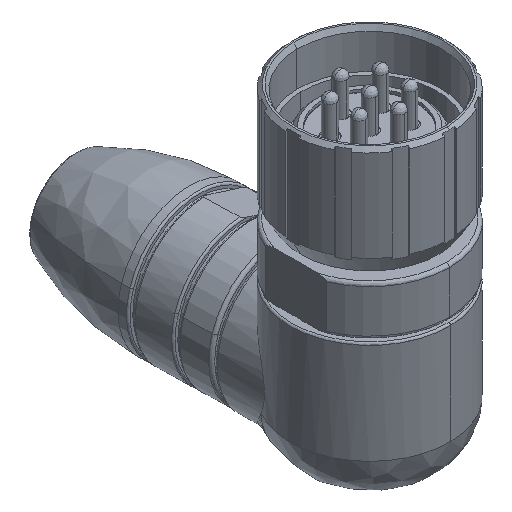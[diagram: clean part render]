
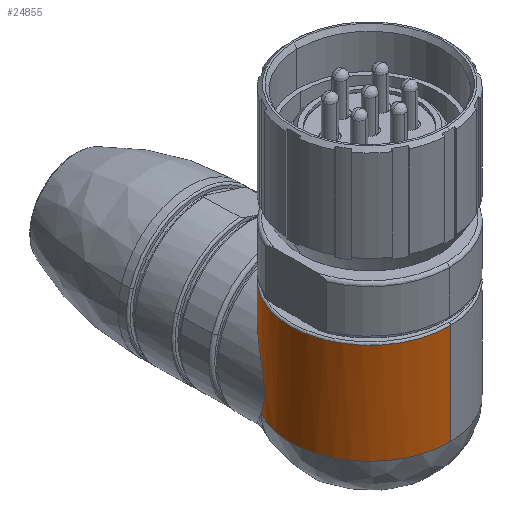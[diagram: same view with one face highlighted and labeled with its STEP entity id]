
A CAD part, isometric view. The second image highlights one B-rep face of the part: STEP entity #24855.
In plain terms, the highlighted cylindrical face has radius 13 mm (diameter 26 mm), a partial arc.
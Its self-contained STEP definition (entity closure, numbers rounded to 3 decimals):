
#1538 = CARTESIAN_POINT ( 'NONE',  ( -10.308, 10.42, 1.312 ) ) ;
#1572 = DIRECTION ( 'NONE',  ( 0.021, -1., 0. ) ) ;
#1645 = CARTESIAN_POINT ( 'NONE',  ( -14.441, 5.276, -7.467 ) ) ;
#2518 = CARTESIAN_POINT ( 'NONE',  ( -2.85, 12.957, 10.515 ) ) ;
#2999 = CYLINDRICAL_SURFACE ( 'NONE', #22427, 13. ) ;
#3248 = DIRECTION ( 'NONE',  ( 0., 0., 1. ) ) ;
#3674 = LINE ( 'NONE', #2518, #23191 ) ;
#4129 = CARTESIAN_POINT ( 'NONE',  ( -11.249, 9.653, 0.424 ) ) ;
#4161 = CARTESIAN_POINT ( 'NONE',  ( -2.578, -0.04, 10.515 ) ) ;
#4238 = CARTESIAN_POINT ( 'NONE',  ( -14.434, 5.291, -8.227 ) ) ;
#5373 = AXIS2_PLACEMENT_3D ( 'NONE', #14808, #32677, #17360 ) ;
#5678 = VERTEX_POINT ( 'NONE', #29319 ) ;
#6432 = AXIS2_PLACEMENT_3D ( 'NONE', #18537, #3248, #21104 ) ;
#6540 = ORIENTED_EDGE ( 'NONE', *, *, #16209, .F. ) ;
#6594 = CARTESIAN_POINT ( 'NONE',  ( -6.044, 12.492, 3.572 ) ) ;
#6698 = CARTESIAN_POINT ( 'NONE',  ( -12.077, 8.842, -0.556 ) ) ;
#6813 = CARTESIAN_POINT ( 'NONE',  ( -14.382, 5.406, -8.97 ) ) ;
#7123 = DIRECTION ( 'NONE',  ( 0., 0., -1. ) ) ;
#9153 = CARTESIAN_POINT ( 'NONE',  ( -6.74, 12.278, 3.35 ) ) ;
#9259 = CARTESIAN_POINT ( 'NONE',  ( -13.207, 7.47, -2.331 ) ) ;
#9365 = CARTESIAN_POINT ( 'NONE',  ( -14.286, 5.61, -9.698 ) ) ;
#11498 = EDGE_CURVE ( 'NONE', #16816, #21614, #23421, .T. ) ;
#11733 = CARTESIAN_POINT ( 'NONE',  ( -7.626, 11.949, 3.002 ) ) ;
#11764 = DIRECTION ( 'NONE',  ( 0., 0., -1. ) ) ;
#11837 = CARTESIAN_POINT ( 'NONE',  ( -13.85, 6.442, -3.952 ) ) ;
#11947 = CARTESIAN_POINT ( 'NONE',  ( -14.106, 5.972, -10.622 ) ) ;
#13160 = EDGE_CURVE ( 'NONE', #17466, #5678, #24147, .T. ) ;
#13975 = ORIENTED_EDGE ( 'NONE', *, *, #29004, .T. ) ;
#14180 = CARTESIAN_POINT ( 'NONE',  ( -2.85, 12.957, 4.015 ) ) ;
#14288 = CARTESIAN_POINT ( 'NONE',  ( -8.857, 11.352, 2.355 ) ) ;
#14404 = CARTESIAN_POINT ( 'NONE',  ( -14.202, 5.784, -5.273 ) ) ;
#14518 = CARTESIAN_POINT ( 'NONE',  ( -13.851, 6.433, -11.485 ) ) ;
#14808 = CARTESIAN_POINT ( 'NONE',  ( -2.578, -0.04, 4.915 ) ) ;
#16209 = EDGE_CURVE ( 'NONE', #17466, #21614, #32065, .T. ) ;
#16590 = EDGE_LOOP ( 'NONE', ( #20009, #13975, #25467, #19029, #6540 ) ) ;
#16816 = VERTEX_POINT ( 'NONE', #21230 ) ;
#16846 = CARTESIAN_POINT ( 'NONE',  ( -9.968, 10.664, 1.589 ) ) ;
#16959 = CARTESIAN_POINT ( 'NONE',  ( -14.409, 5.347, -6.71 ) ) ;
#17360 = DIRECTION ( 'NONE',  ( 0.021, -1., 0. ) ) ;
#17466 = VERTEX_POINT ( 'NONE', #20163 ) ;
#18537 = CARTESIAN_POINT ( 'NONE',  ( -2.578, -0.04, -11.485 ) ) ;
#19029 = ORIENTED_EDGE ( 'NONE', *, *, #11498, .T. ) ;
#19413 = CARTESIAN_POINT ( 'NONE',  ( -10.949, 9.915, 0.73 ) ) ;
#19524 = CARTESIAN_POINT ( 'NONE',  ( -14.444, 5.269, -7.723 ) ) ;
#20009 = ORIENTED_EDGE ( 'NONE', *, *, #13160, .T. ) ;
#20047 = VECTOR ( 'NONE', #7123, 1000. ) ;
#20163 = CARTESIAN_POINT ( 'NONE',  ( -2.305, -13.037, 4.915 ) ) ;
#21104 = DIRECTION ( 'NONE',  ( 0.021, -1., 0. ) ) ;
#21230 = CARTESIAN_POINT ( 'NONE',  ( -13.851, 6.433, -11.485 ) ) ;
#21614 = VERTEX_POINT ( 'NONE', #27623 ) ;
#21861 = CARTESIAN_POINT ( 'NONE',  ( -4.854, 12.797, 3.884 ) ) ;
#21969 = CARTESIAN_POINT ( 'NONE',  ( -11.814, 9.117, -0.219 ) ) ;
#22079 = CARTESIAN_POINT ( 'NONE',  ( -14.422, 5.319, -8.476 ) ) ;
#22132 = B_SPLINE_CURVE_WITH_KNOTS ( 'NONE', 3,
 ( #14180, #32055, #21861, #6594, #24415, #9153, #26992, #11733, #29582, #14288, #32162, #16846, #1538, #19413, #4129, #21969, #6698, #24515, #9259, #27095, #11837, #29683, #14404, #32267, #16959, #1645, #19524, #4238, #22079, #6813, #24620, #9365, #27200, #11947, #29792, #14518 ),
 .UNSPECIFIED., .F., .F.,
 ( 4, 2, 2, 2, 2, 2, 2, 2, 2, 2, 2, 2, 2, 2, 2, 2, 2, 4 ),
 ( 0.024, 0.027, 0.028, 0.029, 0.03, 0.032, 0.033, 0.035, 0.036, 0.039, 0.041, 0.042, 0.044, 0.045, 0.045, 0.046, 0.047, 0.049 ),
 .UNSPECIFIED. ) ;
#22427 = AXIS2_PLACEMENT_3D ( 'NONE', #4161, #11764, #1572 ) ;
#23191 = VECTOR ( 'NONE', #27971, 1000. ) ;
#23340 = FACE_OUTER_BOUND ( 'NONE', #16590, .T. ) ;
#23421 = CIRCLE ( 'NONE', #6432, 13. ) ;
#24147 = CIRCLE ( 'NONE', #5373, 13. ) ;
#24415 = CARTESIAN_POINT ( 'NONE',  ( -6.28, 12.424, 3.502 ) ) ;
#24515 = CARTESIAN_POINT ( 'NONE',  ( -12.803, 8.021, -1.595 ) ) ;
#24620 = CARTESIAN_POINT ( 'NONE',  ( -14.355, 5.466, -9.215 ) ) ;
#24855 = ADVANCED_FACE ( 'NONE', ( #23340 ), #2999, .T. ) ;
#25467 = ORIENTED_EDGE ( 'NONE', *, *, #30314, .T. ) ;
#26992 = CARTESIAN_POINT ( 'NONE',  ( -6.965, 12.2, 3.268 ) ) ;
#27095 = CARTESIAN_POINT ( 'NONE',  ( -13.703, 6.693, -3.533 ) ) ;
#27200 = CARTESIAN_POINT ( 'NONE',  ( -14.245, 5.694, -9.933 ) ) ;
#27623 = CARTESIAN_POINT ( 'NONE',  ( -2.305, -13.037, -11.485 ) ) ;
#27971 = DIRECTION ( 'NONE',  ( 0., 0., -1. ) ) ;
#29004 = EDGE_CURVE ( 'NONE', #5678, #31551, #3674, .T. ) ;
#29319 = CARTESIAN_POINT ( 'NONE',  ( -2.85, 12.957, 4.915 ) ) ;
#29582 = CARTESIAN_POINT ( 'NONE',  ( -8.048, 11.762, 2.801 ) ) ;
#29683 = CARTESIAN_POINT ( 'NONE',  ( -14.098, 5.989, -4.82 ) ) ;
#29792 = CARTESIAN_POINT ( 'NONE',  ( -13.989, 6.193, -11.06 ) ) ;
#30314 = EDGE_CURVE ( 'NONE', #31551, #16816, #22132, .T. ) ;
#30960 = CARTESIAN_POINT ( 'NONE',  ( -2.85, 12.957, 4.015 ) ) ;
#31551 = VERTEX_POINT ( 'NONE', #30960 ) ;
#32055 = CARTESIAN_POINT ( 'NONE',  ( -3.87, 12.936, 4.015 ) ) ;
#32065 = LINE ( 'NONE', #32697, #20047 ) ;
#32162 = CARTESIAN_POINT ( 'NONE',  ( -9.244, 11.129, 2.109 ) ) ;
#32267 = CARTESIAN_POINT ( 'NONE',  ( -14.358, 5.461, -6.223 ) ) ;
#32677 = DIRECTION ( 'NONE',  ( 0., 0., -1. ) ) ;
#32697 = CARTESIAN_POINT ( 'NONE',  ( -2.305, -13.037, 10.515 ) ) ;
